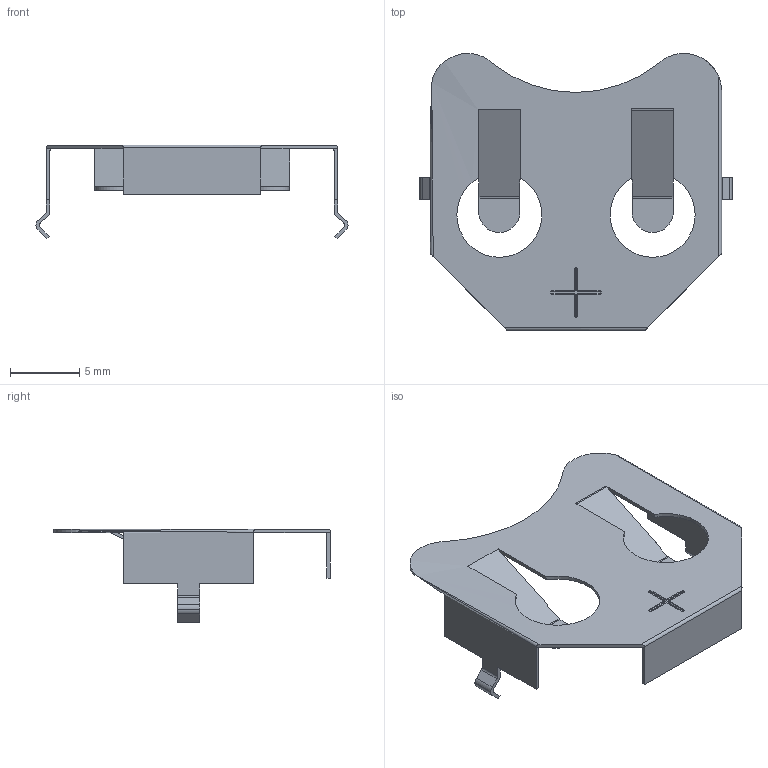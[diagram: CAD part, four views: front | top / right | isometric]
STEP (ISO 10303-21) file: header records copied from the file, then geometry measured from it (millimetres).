
FILE_DESCRIPTION(('FreeCAD Model'),'2;1');
FILE_NAME( 'batt-02.step' ,'2015-12-17T22:29:55',('Author'),(''), 'Open CASCADE STEP processor 6.8','FreeCAD','Unknown');
FILE_SCHEMA(('AUTOMOTIVE_DESIGN_CC2 { 1 2 10303 214 -1 1 5 4 }'));
Length unit declared in the file: millimetre
Products named in the file (2): ASSEMBLY; User_Library-KEYSTONE_3003
Assembly tree (1 placements, depth 2):
  ASSEMBLY
    User_Library-KEYSTONE_3003
Bounding box: 22.59 x 20.05 x 6.79 mm (x, y, z)
Volume: 112.1 mm3; surface area: 933.6 mm2
Topology: 1 solids, 1 shells, 172 faces, 434 edges, 265 vertices
Faces by surface type: plane 136, cylinder 36
Entity records: 15344 total; most frequent: CARTESIAN_POINT 5646, DIRECTION 1513, LINE 1010, VECTOR 1010, ORIENTED_EDGE 868, PCURVE 868, DEFINITIONAL_REPRESENTATION 868, EDGE_CURVE 434
